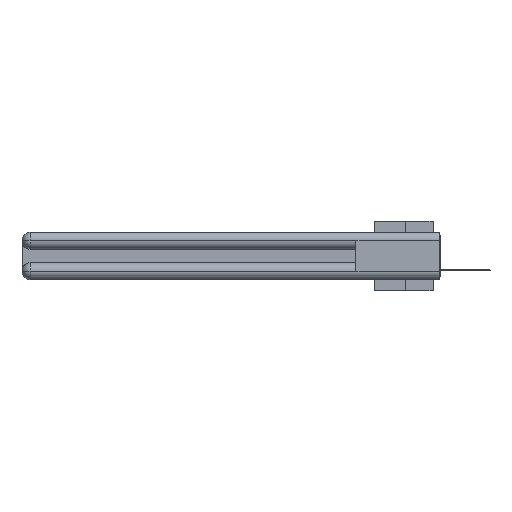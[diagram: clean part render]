
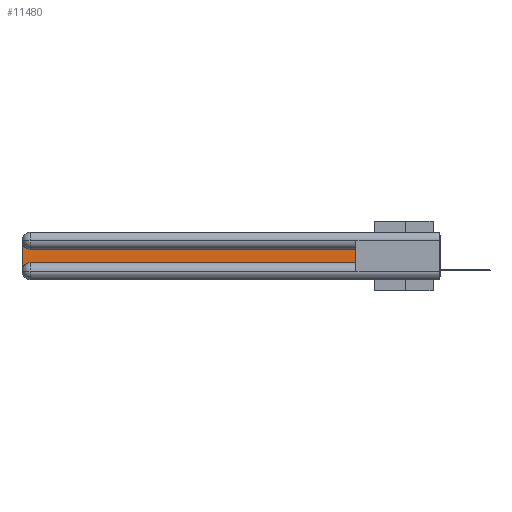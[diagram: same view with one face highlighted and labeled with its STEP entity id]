
A CAD part, left-side view. The second image highlights one B-rep face of the part: STEP entity #11480.
In plain terms, the highlighted planar face has unit normal (-1, 0, 0).
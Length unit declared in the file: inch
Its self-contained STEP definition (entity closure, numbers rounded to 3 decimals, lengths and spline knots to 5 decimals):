
#311 = CARTESIAN_POINT ( 'NONE',  ( 0.075, 3., -0.2775 ) ) ;
#395 = EDGE_CURVE ( 'NONE', #22639, #20615, #19230, .T. ) ;
#587 = CIRCLE ( 'NONE', #6336, 0.06 ) ;
#1447 = CARTESIAN_POINT ( 'NONE',  ( 0.075, 0.6, -0.2175 ) ) ;
#2063 = VECTOR ( 'NONE', #13681, 39.37008 ) ;
#2293 = ORIENTED_EDGE ( 'NONE', *, *, #3898, .T. ) ;
#2730 = DIRECTION ( 'NONE',  ( 1., 0., 0. ) ) ;
#3782 = CARTESIAN_POINT ( 'NONE',  ( 0.075, 2.94, -0.2175 ) ) ;
#3898 = EDGE_CURVE ( 'NONE', #20615, #26895, #15364, .T. ) ;
#4088 = VECTOR ( 'NONE', #18657, 39.37008 ) ;
#4811 = DIRECTION ( 'NONE',  ( 0., 0., -1. ) ) ;
#6336 = AXIS2_PLACEMENT_3D ( 'NONE', #27036, #16182, #20618 ) ;
#6411 = EDGE_CURVE ( 'NONE', #21104, #23121, #14813, .T. ) ;
#6446 = LINE ( 'NONE', #14576, #17660 ) ;
#7216 = DIRECTION ( 'NONE',  ( 1., 0., 0. ) ) ;
#9030 = VECTOR ( 'NONE', #22578, 39.37008 ) ;
#9646 = CARTESIAN_POINT ( 'NONE',  ( 0.075, 3., -0.2175 ) ) ;
#10185 = CARTESIAN_POINT ( 'NONE',  ( 0.075, 2.94, -0.1225 ) ) ;
#11126 = EDGE_CURVE ( 'NONE', #26895, #21104, #6446, .T. ) ;
#11324 = CARTESIAN_POINT ( 'NONE',  ( 0.075, 3., -0.1225 ) ) ;
#11480 = ADVANCED_FACE ( 'NONE', ( #17632 ), #22732, .F. ) ;
#13681 = DIRECTION ( 'NONE',  ( 0., 0., 1. ) ) ;
#14045 = CARTESIAN_POINT ( 'NONE',  ( 0.075, 2.94, -0.0625 ) ) ;
#14081 = AXIS2_PLACEMENT_3D ( 'NONE', #14045, #2730, #23006 ) ;
#14576 = CARTESIAN_POINT ( 'NONE',  ( 0.075, 0.6, -0.1225 ) ) ;
#14618 = ORIENTED_EDGE ( 'NONE', *, *, #6411, .T. ) ;
#14813 = CIRCLE ( 'NONE', #14081, 0.06 ) ;
#14879 = EDGE_LOOP ( 'NONE', ( #27200, #14618, #19521, #16971, #28983, #2293 ) ) ;
#15364 = LINE ( 'NONE', #24811, #2063 ) ;
#15999 = LINE ( 'NONE', #9646, #4088 ) ;
#16043 = VERTEX_POINT ( 'NONE', #311 ) ;
#16182 = DIRECTION ( 'NONE',  ( 1., 0., 0. ) ) ;
#16615 = CARTESIAN_POINT ( 'NONE',  ( 0.075, 0.6, -0.1225 ) ) ;
#16971 = ORIENTED_EDGE ( 'NONE', *, *, #22801, .T. ) ;
#17207 = CARTESIAN_POINT ( 'NONE',  ( 0.075, 3., -0.0625 ) ) ;
#17632 = FACE_OUTER_BOUND ( 'NONE', #14879, .T. ) ;
#17660 = VECTOR ( 'NONE', #18816, 39.37008 ) ;
#18657 = DIRECTION ( 'NONE',  ( 0., 0., -1. ) ) ;
#18816 = DIRECTION ( 'NONE',  ( 0., 1., 0. ) ) ;
#19230 = LINE ( 'NONE', #22676, #9030 ) ;
#19521 = ORIENTED_EDGE ( 'NONE', *, *, #22441, .T. ) ;
#20615 = VERTEX_POINT ( 'NONE', #1447 ) ;
#20618 = DIRECTION ( 'NONE',  ( 0., 0., -1. ) ) ;
#21104 = VERTEX_POINT ( 'NONE', #10185 ) ;
#22441 = EDGE_CURVE ( 'NONE', #23121, #16043, #15999, .T. ) ;
#22578 = DIRECTION ( 'NONE',  ( 0., -1., 0. ) ) ;
#22639 = VERTEX_POINT ( 'NONE', #3782 ) ;
#22676 = CARTESIAN_POINT ( 'NONE',  ( 0.075, 0.6, -0.2175 ) ) ;
#22732 = PLANE ( 'NONE',  #23047 ) ;
#22801 = EDGE_CURVE ( 'NONE', #16043, #22639, #587, .T. ) ;
#23006 = DIRECTION ( 'NONE',  ( 0., 0., -1. ) ) ;
#23047 = AXIS2_PLACEMENT_3D ( 'NONE', #11324, #7216, #4811 ) ;
#23121 = VERTEX_POINT ( 'NONE', #17207 ) ;
#24811 = CARTESIAN_POINT ( 'NONE',  ( 0.075, 0.6, -0.2175 ) ) ;
#26895 = VERTEX_POINT ( 'NONE', #16615 ) ;
#27036 = CARTESIAN_POINT ( 'NONE',  ( 0.075, 2.94, -0.2775 ) ) ;
#27200 = ORIENTED_EDGE ( 'NONE', *, *, #11126, .T. ) ;
#28983 = ORIENTED_EDGE ( 'NONE', *, *, #395, .T. ) ;
